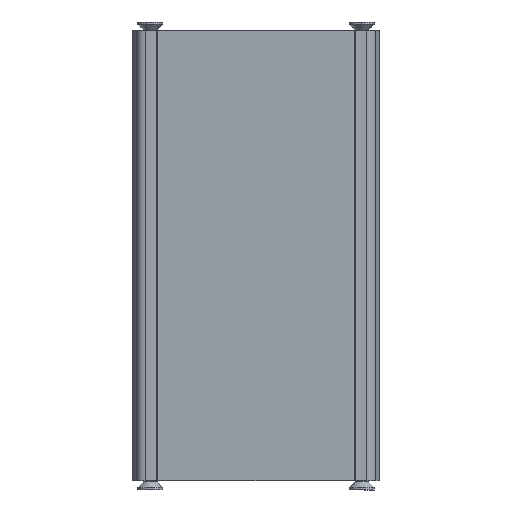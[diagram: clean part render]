
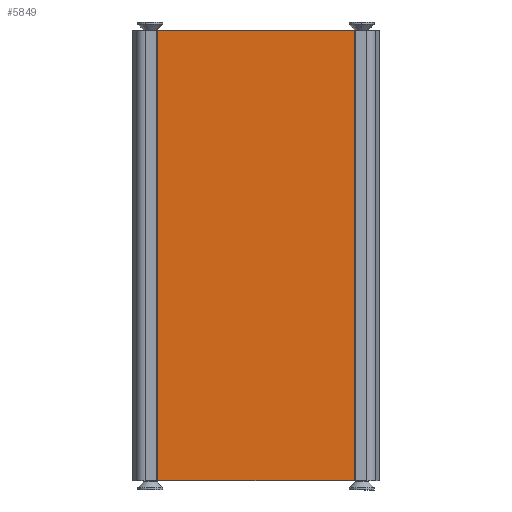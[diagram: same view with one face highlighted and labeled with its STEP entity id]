
A CAD part, front view. The second image highlights one B-rep face of the part: STEP entity #5849.
In plain terms, the highlighted planar face has unit normal (0, -1, 0).
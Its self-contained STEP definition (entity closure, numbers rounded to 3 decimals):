
#110 = CARTESIAN_POINT ( 'NONE',  ( -25.969, -11.141, 100. ) ) ;
#688 = ORIENTED_EDGE ( 'NONE', *, *, #5900, .T. ) ;
#1063 = VERTEX_POINT ( 'NONE', #2609 ) ;
#1257 = LINE ( 'NONE', #10123, #1750 ) ;
#1353 = LINE ( 'NONE', #4198, #6877 ) ;
#1750 = VECTOR ( 'NONE', #12372, 1000. ) ;
#2244 = EDGE_CURVE ( 'NONE', #8320, #8413, #14027, .T. ) ;
#2609 = CARTESIAN_POINT ( 'NONE',  ( -25.969, -11.141, 0. ) ) ;
#3072 = DIRECTION ( 'NONE',  ( 0., 0., 1. ) ) ;
#3262 = LINE ( 'NONE', #5217, #13630 ) ;
#4198 = CARTESIAN_POINT ( 'NONE',  ( 17.631, -11.141, 0. ) ) ;
#5217 = CARTESIAN_POINT ( 'NONE',  ( -4.169, -11.141, 0. ) ) ;
#5849 = ADVANCED_FACE ( 'NONE', ( #13633 ), #9936, .T. ) ;
#5900 = EDGE_CURVE ( 'NONE', #8320, #1063, #1257, .T. ) ;
#6438 = EDGE_LOOP ( 'NONE', ( #9594, #12914, #12152, #688 ) ) ;
#6807 = CARTESIAN_POINT ( 'NONE',  ( 17.631, -11.141, 100. ) ) ;
#6877 = VECTOR ( 'NONE', #3072, 1000. ) ;
#7054 = DIRECTION ( 'NONE',  ( 1., 0., 0. ) ) ;
#7182 = EDGE_CURVE ( 'NONE', #12971, #8413, #1353, .T. ) ;
#8023 = DIRECTION ( 'NONE',  ( 0., -1., 0. ) ) ;
#8320 = VERTEX_POINT ( 'NONE', #110 ) ;
#8413 = VERTEX_POINT ( 'NONE', #6807 ) ;
#9594 = ORIENTED_EDGE ( 'NONE', *, *, #10450, .F. ) ;
#9753 = CARTESIAN_POINT ( 'NONE',  ( 17.631, -11.141, 0. ) ) ;
#9936 = PLANE ( 'NONE',  #11293 ) ;
#10123 = CARTESIAN_POINT ( 'NONE',  ( -25.969, -11.141, 0. ) ) ;
#10450 = EDGE_CURVE ( 'NONE', #12971, #1063, #3262, .T. ) ;
#11293 = AXIS2_PLACEMENT_3D ( 'NONE', #13415, #8023, #11366 ) ;
#11366 = DIRECTION ( 'NONE',  ( 0., 0., -1. ) ) ;
#11515 = CARTESIAN_POINT ( 'NONE',  ( -4.169, -11.141, 100. ) ) ;
#12152 = ORIENTED_EDGE ( 'NONE', *, *, #2244, .F. ) ;
#12372 = DIRECTION ( 'NONE',  ( 0., 0., -1. ) ) ;
#12793 = DIRECTION ( 'NONE',  ( -1., 0., 0. ) ) ;
#12914 = ORIENTED_EDGE ( 'NONE', *, *, #7182, .T. ) ;
#12971 = VERTEX_POINT ( 'NONE', #9753 ) ;
#13415 = CARTESIAN_POINT ( 'NONE',  ( -4.169, -11.141, 0. ) ) ;
#13630 = VECTOR ( 'NONE', #12793, 1000. ) ;
#13633 = FACE_OUTER_BOUND ( 'NONE', #6438, .T. ) ;
#13689 = VECTOR ( 'NONE', #7054, 1000. ) ;
#14027 = LINE ( 'NONE', #11515, #13689 ) ;
